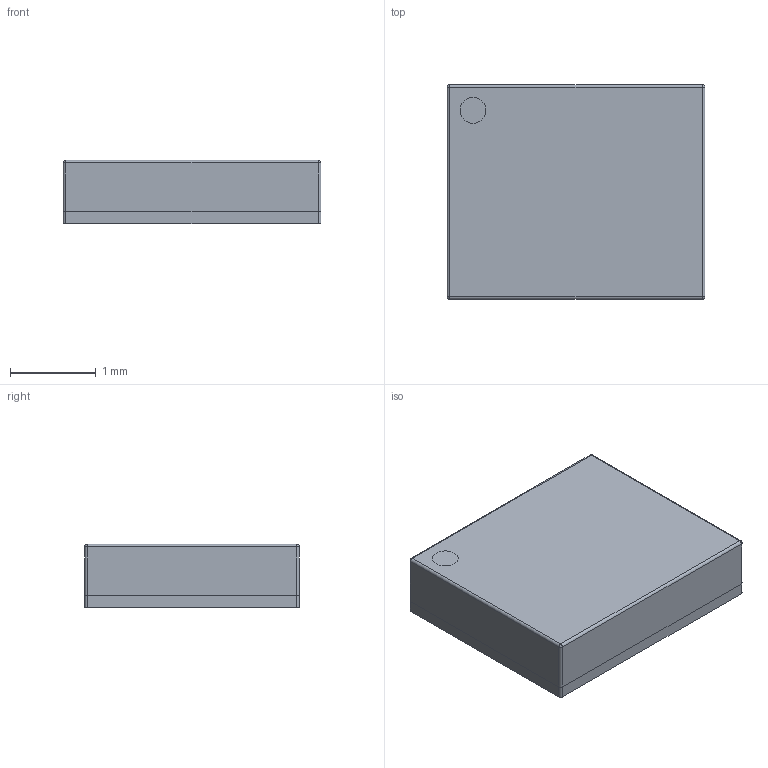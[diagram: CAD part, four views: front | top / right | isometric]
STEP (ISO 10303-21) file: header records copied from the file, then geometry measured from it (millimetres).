
FILE_DESCRIPTION (( 'STEP AP214' ), '1' );
FILE_NAME ('LSM6DSV16BXTR.STEP', '2023-09-20T07:25:52', ( '' ), ( '' ), 'SwSTEP 2.0', 'SolidWorks 2022', '' );
FILE_SCHEMA (( 'AUTOMOTIVE_DESIGN' ));
Length unit declared in the file: millimetre
Products named in the file (1): LSM6DSV16BXTR
Bounding box: 3 x 2.5 x 0.74 mm (x, y, z)
Volume: 5.5 mm3; surface area: 45.7 mm2
Topology: 17 solids, 17 shells, 191 faces, 418 edges, 272 vertices
Faces by surface type: plane 171, cylinder 16, sphere 4
Entity records: 5282 total; most frequent: CARTESIAN_POINT 878, DIRECTION 830, ORIENTED_EDGE 828, EDGE_CURVE 414, LINE 382, VECTOR 382, VERTEX_POINT 272, AXIS2_PLACEMENT_3D 224
